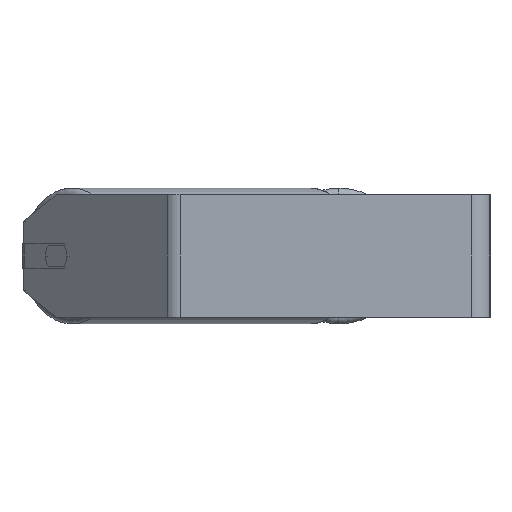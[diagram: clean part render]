
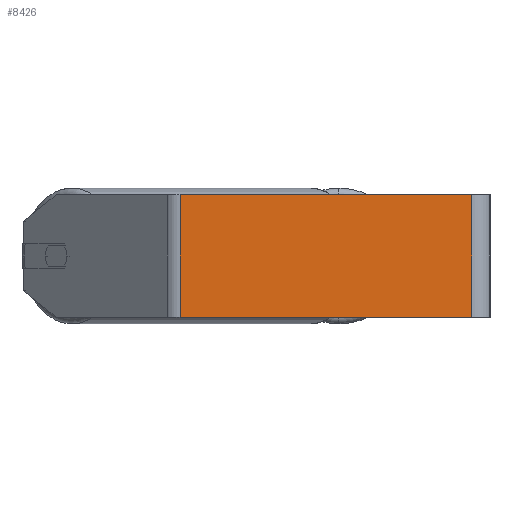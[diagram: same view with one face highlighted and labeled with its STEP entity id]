
A CAD part, left-side view. The second image highlights one B-rep face of the part: STEP entity #8426.
In plain terms, the highlighted planar face has unit normal (-1, 0, 0).
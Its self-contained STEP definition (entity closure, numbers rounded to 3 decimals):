
#4 = VERTEX_POINT ( 'NONE', #8579 ) ;
#19 = VECTOR ( 'NONE', #1574, 1000. ) ;
#174 = EDGE_CURVE ( 'NONE', #4, #4860, #5556, .T. ) ;
#218 = EDGE_CURVE ( 'NONE', #4, #4844, #4322, .T. ) ;
#276 = CARTESIAN_POINT ( 'NONE',  ( -400., 203.068, -40. ) ) ;
#441 = LINE ( 'NONE', #7035, #2077 ) ;
#866 = EDGE_CURVE ( 'NONE', #4844, #6571, #4786, .T. ) ;
#941 = AXIS2_PLACEMENT_3D ( 'NONE', #1864, #1164, #1956 ) ;
#1009 = VECTOR ( 'NONE', #4970, 1000. ) ;
#1146 = DIRECTION ( 'NONE',  ( 0., 0., -1. ) ) ;
#1164 = DIRECTION ( 'NONE',  ( 1., 0., 0. ) ) ;
#1574 = DIRECTION ( 'NONE',  ( 0., 0., -1. ) ) ;
#1864 = CARTESIAN_POINT ( 'NONE',  ( -400., 208.039, 40. ) ) ;
#1956 = DIRECTION ( 'NONE',  ( 0., 0., -1. ) ) ;
#2077 = VECTOR ( 'NONE', #1146, 1000. ) ;
#3331 = FACE_OUTER_BOUND ( 'NONE', #4820, .T. ) ;
#3693 = VECTOR ( 'NONE', #7534, 1000. ) ;
#4322 = LINE ( 'NONE', #6401, #19 ) ;
#4786 = LINE ( 'NONE', #4822, #3693 ) ;
#4820 = EDGE_LOOP ( 'NONE', ( #8369, #7006, #7820, #6319 ) ) ;
#4822 = CARTESIAN_POINT ( 'NONE',  ( -400., 208.039, -40. ) ) ;
#4844 = VERTEX_POINT ( 'NONE', #276 ) ;
#4860 = VERTEX_POINT ( 'NONE', #8326 ) ;
#4970 = DIRECTION ( 'NONE',  ( 0., -1., 0. ) ) ;
#5556 = LINE ( 'NONE', #7601, #1009 ) ;
#6041 = PLANE ( 'NONE',  #941 ) ;
#6319 = ORIENTED_EDGE ( 'NONE', *, *, #218, .T. ) ;
#6401 = CARTESIAN_POINT ( 'NONE',  ( -400., 203.068, 40. ) ) ;
#6571 = VERTEX_POINT ( 'NONE', #6808 ) ;
#6808 = CARTESIAN_POINT ( 'NONE',  ( -400., 12., -40. ) ) ;
#7006 = ORIENTED_EDGE ( 'NONE', *, *, #7447, .F. ) ;
#7035 = CARTESIAN_POINT ( 'NONE',  ( -400., 12., 40. ) ) ;
#7447 = EDGE_CURVE ( 'NONE', #4860, #6571, #441, .T. ) ;
#7534 = DIRECTION ( 'NONE',  ( 0., -1., 0. ) ) ;
#7601 = CARTESIAN_POINT ( 'NONE',  ( -400., 208.039, 40. ) ) ;
#7820 = ORIENTED_EDGE ( 'NONE', *, *, #174, .F. ) ;
#8326 = CARTESIAN_POINT ( 'NONE',  ( -400., 12., 40. ) ) ;
#8369 = ORIENTED_EDGE ( 'NONE', *, *, #866, .T. ) ;
#8426 = ADVANCED_FACE ( 'NONE', ( #3331 ), #6041, .F. ) ;
#8579 = CARTESIAN_POINT ( 'NONE',  ( -400., 203.068, 40. ) ) ;
